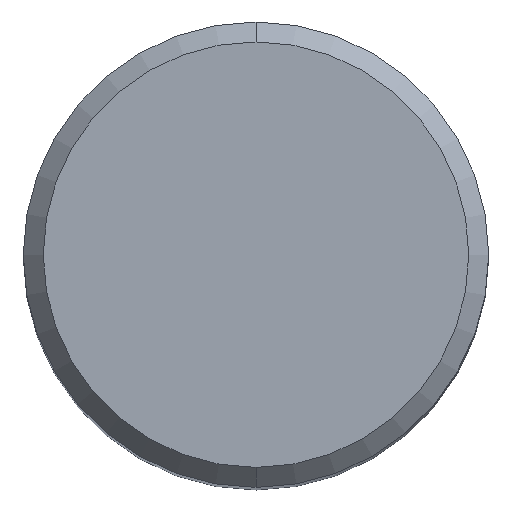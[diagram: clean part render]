
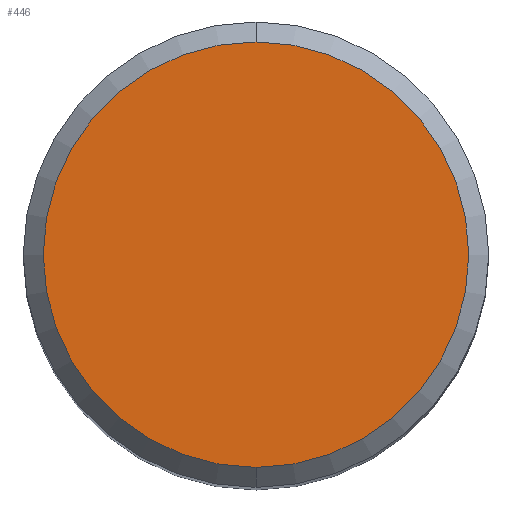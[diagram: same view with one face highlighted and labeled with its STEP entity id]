
A CAD part, top view. The second image highlights one B-rep face of the part: STEP entity #446.
In plain terms, the highlighted planar face has unit normal (0, 0, 1).
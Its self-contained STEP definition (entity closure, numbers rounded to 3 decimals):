
#174=VERTEX_POINT('',#475);
#280=EDGE_CURVE('',#344,#174,#590,.T.);
#296=EDGE_CURVE('',#174,#344,#608,.T.);
#344=VERTEX_POINT('',#663);
#446=ADVANCED_FACE('',(#776),#777,.T.);
#475=CARTESIAN_POINT('',(0.,-6.4,0.0));
#590=CIRCLE('',#1037,6.4);
#608=CIRCLE('',#1099,6.4);
#663=CARTESIAN_POINT('',(0.0,6.4,0.0));
#776=FACE_OUTER_BOUND('',#1442,.T.);
#777=PLANE('',#1443);
#1037=AXIS2_PLACEMENT_3D('',#1586,#1587,#1588);
#1099=AXIS2_PLACEMENT_3D('',#1616,#1617,#1618);
#1442=EDGE_LOOP('',(#1827,#1828));
#1443=AXIS2_PLACEMENT_3D('',#1829,#1830,#1831);
#1586=CARTESIAN_POINT('',(0.0,0.0,0.0));
#1587=DIRECTION('',(0.0,0.0,-1.0));
#1588=DIRECTION('',(0.0,1.0,0.0));
#1616=CARTESIAN_POINT('',(0.0,0.0,0.0));
#1617=DIRECTION('',(0.0,0.0,-1.0));
#1618=DIRECTION('',(0.0,1.0,0.0));
#1827=ORIENTED_EDGE('',*,*,#280,.F.);
#1828=ORIENTED_EDGE('',*,*,#296,.F.);
#1829=CARTESIAN_POINT('',(0.0,3.2,0.0));
#1830=DIRECTION('',(-0.0,0.0,1.0));
#1831=DIRECTION('',(0.0,-1.0,0.0));
